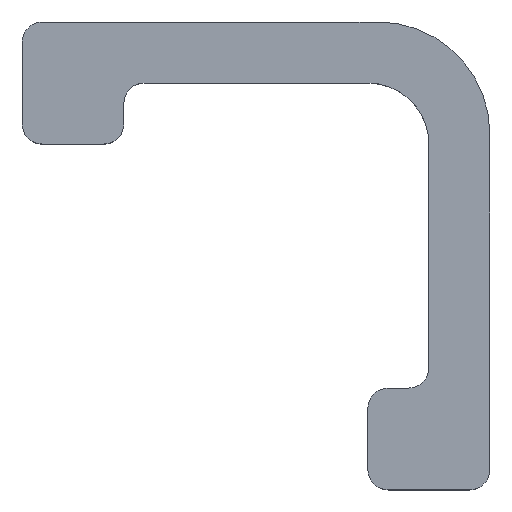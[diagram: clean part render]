
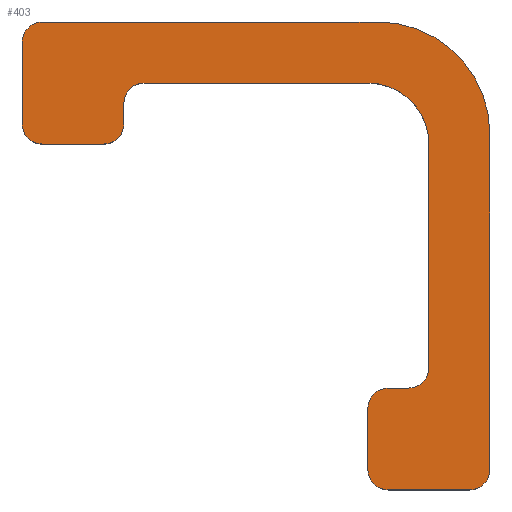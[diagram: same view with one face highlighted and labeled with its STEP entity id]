
A CAD part, top view. The second image highlights one B-rep face of the part: STEP entity #403.
In plain terms, the highlighted planar face has unit normal (0, 0, 1).
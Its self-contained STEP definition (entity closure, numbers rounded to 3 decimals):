
#16=PLANE('',#441);
#29=FACE_OUTER_BOUND('',#51,.T.);
#51=EDGE_LOOP('',(#279,#280,#281,#282,#283,#284,#285,#286,#287,#288,#289,
#290,#291,#292,#293,#294,#295,#296,#297,#298));
#75=LINE('',#620,#115);
#76=LINE('',#625,#116);
#77=LINE('',#629,#117);
#78=LINE('',#633,#118);
#79=LINE('',#637,#119);
#80=LINE('',#641,#120);
#81=LINE('',#645,#121);
#82=LINE('',#649,#122);
#83=LINE('',#653,#123);
#84=LINE('',#656,#124);
#115=VECTOR('',#493,10.);
#116=VECTOR('',#498,10.);
#117=VECTOR('',#501,10.);
#118=VECTOR('',#504,10.);
#119=VECTOR('',#507,10.);
#120=VECTOR('',#510,10.);
#121=VECTOR('',#513,10.);
#122=VECTOR('',#516,10.);
#123=VECTOR('',#519,10.);
#124=VECTOR('',#522,10.);
#152=CIRCLE('',#439,1.);
#153=CIRCLE('',#442,1.);
#154=CIRCLE('',#443,1.);
#155=CIRCLE('',#444,1.);
#156=CIRCLE('',#445,3.);
#157=CIRCLE('',#446,1.);
#158=CIRCLE('',#447,1.);
#159=CIRCLE('',#448,1.);
#160=CIRCLE('',#449,1.);
#161=CIRCLE('',#450,5.5);
#173=VERTEX_POINT('',#610);
#174=VERTEX_POINT('',#612);
#176=VERTEX_POINT('',#618);
#177=VERTEX_POINT('',#622);
#178=VERTEX_POINT('',#624);
#179=VERTEX_POINT('',#626);
#180=VERTEX_POINT('',#628);
#181=VERTEX_POINT('',#630);
#182=VERTEX_POINT('',#632);
#183=VERTEX_POINT('',#634);
#184=VERTEX_POINT('',#636);
#185=VERTEX_POINT('',#638);
#186=VERTEX_POINT('',#640);
#187=VERTEX_POINT('',#642);
#188=VERTEX_POINT('',#644);
#189=VERTEX_POINT('',#646);
#190=VERTEX_POINT('',#648);
#191=VERTEX_POINT('',#650);
#192=VERTEX_POINT('',#652);
#193=VERTEX_POINT('',#654);
#213=EDGE_CURVE('',#174,#173,#152,.T.);
#217=EDGE_CURVE('',#176,#173,#75,.T.);
#218=EDGE_CURVE('',#176,#177,#153,.T.);
#219=EDGE_CURVE('',#178,#177,#76,.T.);
#220=EDGE_CURVE('',#178,#179,#154,.T.);
#221=EDGE_CURVE('',#180,#179,#77,.T.);
#222=EDGE_CURVE('',#180,#181,#155,.T.);
#223=EDGE_CURVE('',#182,#181,#78,.T.);
#224=EDGE_CURVE('',#182,#183,#156,.T.);
#225=EDGE_CURVE('',#183,#184,#79,.T.);
#226=EDGE_CURVE('',#184,#185,#157,.T.);
#227=EDGE_CURVE('',#186,#185,#80,.T.);
#228=EDGE_CURVE('',#186,#187,#158,.T.);
#229=EDGE_CURVE('',#188,#187,#81,.T.);
#230=EDGE_CURVE('',#188,#189,#159,.T.);
#231=EDGE_CURVE('',#190,#189,#82,.T.);
#232=EDGE_CURVE('',#190,#191,#160,.T.);
#233=EDGE_CURVE('',#192,#191,#83,.T.);
#234=EDGE_CURVE('',#193,#192,#161,.T.);
#235=EDGE_CURVE('',#174,#193,#84,.T.);
#279=ORIENTED_EDGE('',*,*,#213,.T.);
#280=ORIENTED_EDGE('',*,*,#217,.F.);
#281=ORIENTED_EDGE('',*,*,#218,.T.);
#282=ORIENTED_EDGE('',*,*,#219,.F.);
#283=ORIENTED_EDGE('',*,*,#220,.T.);
#284=ORIENTED_EDGE('',*,*,#221,.F.);
#285=ORIENTED_EDGE('',*,*,#222,.T.);
#286=ORIENTED_EDGE('',*,*,#223,.F.);
#287=ORIENTED_EDGE('',*,*,#224,.T.);
#288=ORIENTED_EDGE('',*,*,#225,.T.);
#289=ORIENTED_EDGE('',*,*,#226,.T.);
#290=ORIENTED_EDGE('',*,*,#227,.F.);
#291=ORIENTED_EDGE('',*,*,#228,.T.);
#292=ORIENTED_EDGE('',*,*,#229,.F.);
#293=ORIENTED_EDGE('',*,*,#230,.T.);
#294=ORIENTED_EDGE('',*,*,#231,.F.);
#295=ORIENTED_EDGE('',*,*,#232,.T.);
#296=ORIENTED_EDGE('',*,*,#233,.F.);
#297=ORIENTED_EDGE('',*,*,#234,.F.);
#298=ORIENTED_EDGE('',*,*,#235,.F.);
#403=ADVANCED_FACE('',(#29),#16,.F.);
#439=AXIS2_PLACEMENT_3D('',#613,#486,#487);
#441=AXIS2_PLACEMENT_3D('',#621,#494,#495);
#442=AXIS2_PLACEMENT_3D('',#623,#496,#497);
#443=AXIS2_PLACEMENT_3D('',#627,#499,#500);
#444=AXIS2_PLACEMENT_3D('',#631,#502,#503);
#445=AXIS2_PLACEMENT_3D('',#635,#505,#506);
#446=AXIS2_PLACEMENT_3D('',#639,#508,#509);
#447=AXIS2_PLACEMENT_3D('',#643,#511,#512);
#448=AXIS2_PLACEMENT_3D('',#647,#514,#515);
#449=AXIS2_PLACEMENT_3D('',#651,#517,#518);
#450=AXIS2_PLACEMENT_3D('',#655,#520,#521);
#486=DIRECTION('center_axis',(0.,0.,1.));
#487=DIRECTION('ref_axis',(-0.707,0.707,0.));
#493=DIRECTION('',(0.,1.,0.));
#494=DIRECTION('center_axis',(0.,0.,-1.));
#495=DIRECTION('ref_axis',(1.,0.,0.));
#496=DIRECTION('center_axis',(0.,0.,1.));
#497=DIRECTION('ref_axis',(-0.707,-0.707,0.));
#498=DIRECTION('',(-1.,0.,0.));
#499=DIRECTION('center_axis',(0.,0.,1.));
#500=DIRECTION('ref_axis',(0.707,-0.707,0.));
#501=DIRECTION('',(0.,-1.,0.));
#502=DIRECTION('center_axis',(0.,0.,-1.));
#503=DIRECTION('ref_axis',(-0.707,0.707,0.));
#504=DIRECTION('',(-1.,0.,0.));
#505=DIRECTION('center_axis',(0.,0.,-1.));
#506=DIRECTION('ref_axis',(0.,1.,0.));
#507=DIRECTION('',(0.,-1.,0.));
#508=DIRECTION('center_axis',(0.,0.,-1.));
#509=DIRECTION('ref_axis',(0.707,-0.707,0.));
#510=DIRECTION('',(1.,0.,0.));
#511=DIRECTION('center_axis',(0.,0.,1.));
#512=DIRECTION('ref_axis',(-0.707,0.707,0.));
#513=DIRECTION('',(0.,1.,0.));
#514=DIRECTION('center_axis',(0.,0.,1.));
#515=DIRECTION('ref_axis',(-0.707,-0.707,0.));
#516=DIRECTION('',(-1.,0.,0.));
#517=DIRECTION('center_axis',(0.,0.,1.));
#518=DIRECTION('ref_axis',(0.707,-0.707,0.));
#519=DIRECTION('',(0.,-1.,0.));
#520=DIRECTION('center_axis',(0.,0.,-1.));
#521=DIRECTION('ref_axis',(0.,1.,0.));
#522=DIRECTION('',(1.,0.,0.));
#610=CARTESIAN_POINT('',(11.211,28.22,-5.2));
#612=CARTESIAN_POINT('',(12.211,29.22,-5.2));
#613=CARTESIAN_POINT('Origin',(12.211,28.22,-5.2));
#618=CARTESIAN_POINT('',(11.211,24.22,-5.2));
#620=CARTESIAN_POINT('',(11.211,23.22,-5.2));
#621=CARTESIAN_POINT('Origin',(22.711,17.72,-5.2));
#622=CARTESIAN_POINT('',(12.211,23.22,-5.2));
#623=CARTESIAN_POINT('Origin',(12.211,24.22,-5.2));
#624=CARTESIAN_POINT('',(15.211,23.22,-5.2));
#625=CARTESIAN_POINT('',(16.211,23.22,-5.2));
#626=CARTESIAN_POINT('',(16.211,24.22,-5.2));
#627=CARTESIAN_POINT('Origin',(15.211,24.22,-5.2));
#628=CARTESIAN_POINT('',(16.211,25.22,-5.2));
#629=CARTESIAN_POINT('',(16.211,29.22,-5.2));
#630=CARTESIAN_POINT('',(17.211,26.22,-5.2));
#631=CARTESIAN_POINT('Origin',(17.211,25.22,-5.2));
#632=CARTESIAN_POINT('',(28.211,26.22,-5.2));
#633=CARTESIAN_POINT('',(28.211,26.22,-5.2));
#634=CARTESIAN_POINT('',(31.211,23.22,-5.2));
#635=CARTESIAN_POINT('Origin',(28.211,23.22,-5.2));
#636=CARTESIAN_POINT('',(31.211,12.22,-5.2));
#637=CARTESIAN_POINT('',(31.211,23.22,-5.2));
#638=CARTESIAN_POINT('',(30.211,11.22,-5.2));
#639=CARTESIAN_POINT('Origin',(30.211,12.22,-5.2));
#640=CARTESIAN_POINT('',(29.211,11.22,-5.2));
#641=CARTESIAN_POINT('',(28.211,11.22,-5.2));
#642=CARTESIAN_POINT('',(28.211,10.22,-5.2));
#643=CARTESIAN_POINT('Origin',(29.211,10.22,-5.2));
#644=CARTESIAN_POINT('',(28.211,7.219,-5.2));
#645=CARTESIAN_POINT('',(28.211,6.219,-5.2));
#646=CARTESIAN_POINT('',(29.211,6.219,-5.2));
#647=CARTESIAN_POINT('Origin',(29.211,7.219,-5.2));
#648=CARTESIAN_POINT('',(33.211,6.219,-5.2));
#649=CARTESIAN_POINT('',(34.211,6.219,-5.2));
#650=CARTESIAN_POINT('',(34.211,7.219,-5.2));
#651=CARTESIAN_POINT('Origin',(33.211,7.219,-5.2));
#652=CARTESIAN_POINT('',(34.211,23.72,-5.2));
#653=CARTESIAN_POINT('',(34.211,23.72,-5.2));
#654=CARTESIAN_POINT('',(28.711,29.22,-5.2));
#655=CARTESIAN_POINT('Origin',(28.711,23.72,-5.2));
#656=CARTESIAN_POINT('',(11.211,29.22,-5.2));
